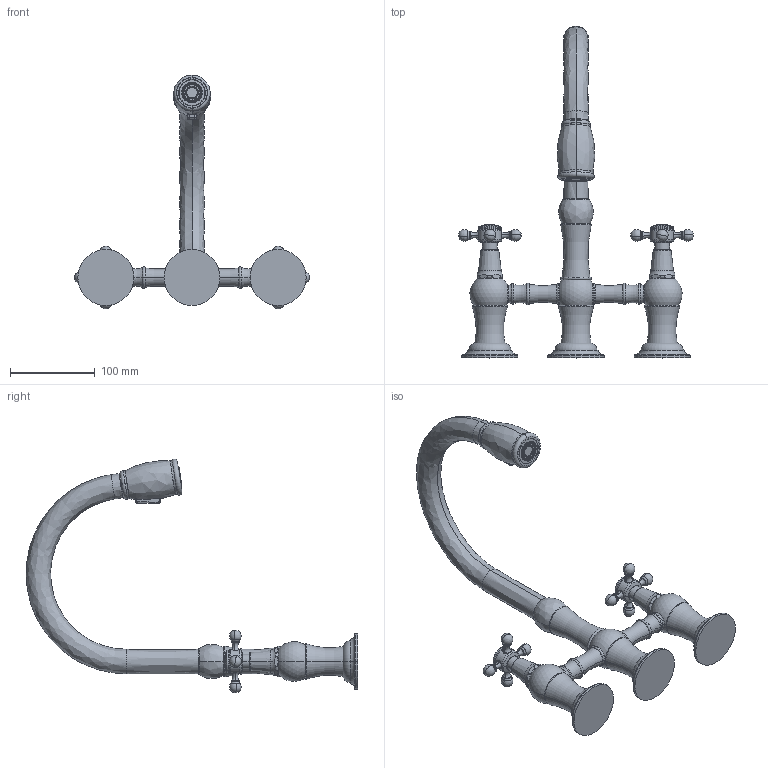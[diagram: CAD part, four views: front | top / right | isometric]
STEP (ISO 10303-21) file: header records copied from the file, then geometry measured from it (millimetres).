
FILE_DESCRIPTION((''),'2;1');
FILE_NAME('1030-5462_SW0002','2023-12-11T15:03:45',('rsmith'),(''),'CREO PARAMETRIC BY PTC INC, 2023134','CREO PARAMETRIC BY PTC INC, 2023134','');
FILE_SCHEMA(('CONFIG_CONTROL_DESIGN'));
Length unit declared in the file: inch
Products named in the file (1): 1030-5462_SW0002
Bounding box: 277.24 x 391.27 x 275.77 mm (x, y, z)
Volume: 908421.7 mm3; surface area: 158042.1 mm2
Topology: 3 solids, 3 shells, 1088 faces, 2643 edges, 1612 vertices
Faces by surface type: plane 329, cylinder 259, torus 254, cone 138, sphere 58, bspline 38, extrusion 12
Entity records: 38623 total; most frequent: CARTESIAN_POINT 13009, DIRECTION 5656, ORIENTED_EDGE 5214, EDGE_CURVE 2607, AXIS2_PLACEMENT_3D 2428, VERTEX_POINT 1612, CIRCLE 1390, EDGE_LOOP 1237
